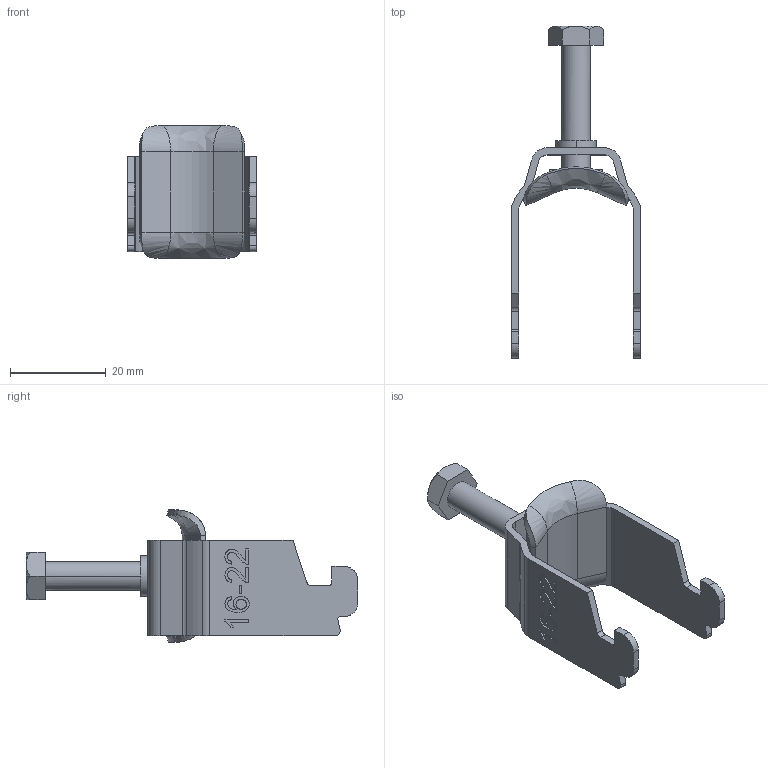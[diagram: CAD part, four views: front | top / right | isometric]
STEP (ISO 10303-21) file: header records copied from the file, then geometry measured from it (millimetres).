
FILE_DESCRIPTION(/* description */ (''),/* implementation_level */ '2;1');
FILE_NAME(/* name */ '1155423',/* time_stamp */ '2015-09-10T13:58:34+02:00',/* author */ (''),/* organization */ (''),/* preprocessor_version */ 'ST-DEVELOPER v15',/* originating_system */ '',/* authorisation */ '');
FILE_SCHEMA (('AUTOMOTIVE_DESIGN'));
Length unit declared in the file: millimetre
Products named in the file (2): Document; Block 01
Assembly tree (1 placements, depth 2):
  Document
    Block 01
Bounding box: 27 x 69.5 x 27.8 mm (x, y, z)
Volume: 3876.8 mm3; surface area: 6598.5 mm2
Topology: 2 solids, 3 shells, 174 faces, 454 edges, 292 vertices
Faces by surface type: bspline 102, plane 72
Entity records: 8041 total; most frequent: CARTESIAN_POINT 5189, ORIENTED_EDGE 902, EDGE_CURVE 454, B_SPLINE_CURVE_WITH_KNOTS 335, VERTEX_POINT 292, EDGE_LOOP 185, ADVANCED_FACE 174, FACE_OUTER_BOUND 174
